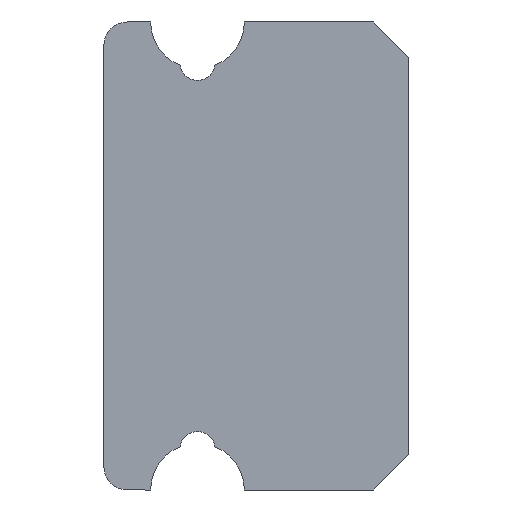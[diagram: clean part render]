
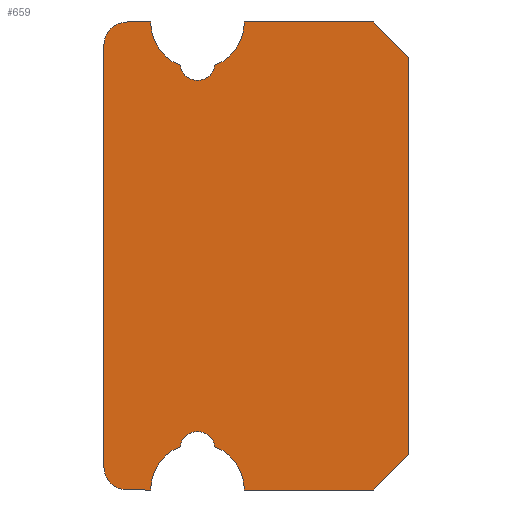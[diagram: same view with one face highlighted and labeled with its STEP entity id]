
A CAD part, left-side view. The second image highlights one B-rep face of the part: STEP entity #659.
In plain terms, the highlighted planar face has unit normal (-1, 0, 0).
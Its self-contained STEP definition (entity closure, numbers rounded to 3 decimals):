
#1 = DIRECTION ( 'NONE',  ( 0., 0., -1. ) ) ;
#8 = DIRECTION ( 'NONE',  ( 0., 0.707, -0.707 ) ) ;
#9 = CARTESIAN_POINT ( 'NONE',  ( -30., 0., -1.7 ) ) ;
#10 = CARTESIAN_POINT ( 'NONE',  ( -30., 0., -1.7 ) ) ;
#11 = DIRECTION ( 'NONE',  ( 0., 0., 1. ) ) ;
#12 = DIRECTION ( 'NONE',  ( 1., 0., 0. ) ) ;
#18 = CARTESIAN_POINT ( 'NONE',  ( -30., 1.8, -1.65 ) ) ;
#21 = DIRECTION ( 'NONE',  ( 0., 0., -1. ) ) ;
#22 = DIRECTION ( 'NONE',  ( 1., 0., 0. ) ) ;
#30 = CARTESIAN_POINT ( 'NONE',  ( -30., 2.4, -1.8 ) ) ;
#42 = DIRECTION ( 'NONE',  ( -1., 0., 0. ) ) ;
#43 = DIRECTION ( 'NONE',  ( 0., 0., -1. ) ) ;
#73 = CARTESIAN_POINT ( 'NONE',  ( -30., 1.8, 2. ) ) ;
#98 = DIRECTION ( 'NONE',  ( 0., 1., 0. ) ) ;
#99 = CARTESIAN_POINT ( 'NONE',  ( -30., 0.3, -2. ) ) ;
#106 = CARTESIAN_POINT ( 'NONE',  ( -30., 0.3, -2. ) ) ;
#121 = DIRECTION ( 'NONE',  ( 0., 0., 1. ) ) ;
#122 = DIRECTION ( 'NONE',  ( 1., 0., 0. ) ) ;
#124 = CARTESIAN_POINT ( 'NONE',  ( -30., 1.8, 1.65 ) ) ;
#130 = DIRECTION ( 'NONE',  ( 0., 0., 1. ) ) ;
#133 = CARTESIAN_POINT ( 'NONE',  ( -30., 2.6, -2. ) ) ;
#139 = DIRECTION ( 'NONE',  ( 0., 0., -1. ) ) ;
#146 = CARTESIAN_POINT ( 'NONE',  ( -30., 2.4, -2. ) ) ;
#148 = VERTEX_POINT ( 'NONE', #150 ) ;
#150 = CARTESIAN_POINT ( 'NONE',  ( -30., 0., -1.7 ) ) ;
#151 = CARTESIAN_POINT ( 'NONE',  ( -30., 0.3, 2. ) ) ;
#152 = VERTEX_POINT ( 'NONE', #146 ) ;
#154 = VERTEX_POINT ( 'NONE', #151 ) ;
#155 = VERTEX_POINT ( 'NONE', #221 ) ;
#163 = VERTEX_POINT ( 'NONE', #227 ) ;
#171 = VERTEX_POINT ( 'NONE', #236 ) ;
#172 = VERTEX_POINT ( 'NONE', #235 ) ;
#181 = VERTEX_POINT ( 'NONE', #246 ) ;
#183 = VERTEX_POINT ( 'NONE', #244 ) ;
#188 = VERTEX_POINT ( 'NONE', #249 ) ;
#198 = VERTEX_POINT ( 'NONE', #259 ) ;
#199 = VERTEX_POINT ( 'NONE', #266 ) ;
#202 = VERTEX_POINT ( 'NONE', #269 ) ;
#204 = VERTEX_POINT ( 'NONE', #267 ) ;
#210 = VERTEX_POINT ( 'NONE', #279 ) ;
#215 = VERTEX_POINT ( 'NONE', #282 ) ;
#216 = VERTEX_POINT ( 'NONE', #281 ) ;
#221 = CARTESIAN_POINT ( 'NONE',  ( -30., 1.4, 2. ) ) ;
#227 = CARTESIAN_POINT ( 'NONE',  ( -30., 0., 1.7 ) ) ;
#235 = CARTESIAN_POINT ( 'NONE',  ( -30., 2.6, -1.8 ) ) ;
#236 = CARTESIAN_POINT ( 'NONE',  ( -30., 1.8, 1.5 ) ) ;
#244 = CARTESIAN_POINT ( 'NONE',  ( -30., 1.4, -2. ) ) ;
#246 = CARTESIAN_POINT ( 'NONE',  ( -30., 0.3, -2. ) ) ;
#249 = CARTESIAN_POINT ( 'NONE',  ( -30., 1.948, -1.629 ) ) ;
#259 = CARTESIAN_POINT ( 'NONE',  ( -30., 1.652, -1.629 ) ) ;
#266 = CARTESIAN_POINT ( 'NONE',  ( -30., 2.4, 2. ) ) ;
#267 = CARTESIAN_POINT ( 'NONE',  ( -30., 1.948, 1.629 ) ) ;
#269 = CARTESIAN_POINT ( 'NONE',  ( -30., 1.652, 1.629 ) ) ;
#279 = CARTESIAN_POINT ( 'NONE',  ( -30., 2.2, 2. ) ) ;
#281 = CARTESIAN_POINT ( 'NONE',  ( -30., 2.6, 1.8 ) ) ;
#282 = CARTESIAN_POINT ( 'NONE',  ( -30., 2.2, -2. ) ) ;
#292 = CARTESIAN_POINT ( 'NONE',  ( -30., 1.8, 2. ) ) ;
#297 = DIRECTION ( 'NONE',  ( 0., 0., 1. ) ) ;
#298 = DIRECTION ( 'NONE',  ( 1., 0., 0. ) ) ;
#376 = CARTESIAN_POINT ( 'NONE',  ( -30., 2.6, 2. ) ) ;
#378 = PLANE ( 'NONE',  #604 ) ;
#381 = DIRECTION ( 'NONE',  ( 1., 0., 0. ) ) ;
#382 = DIRECTION ( 'NONE',  ( 0., 0., -1. ) ) ;
#450 = CARTESIAN_POINT ( 'NONE',  ( -30., 0.3, 2. ) ) ;
#455 = DIRECTION ( 'NONE',  ( 0., -1., 0. ) ) ;
#461 = DIRECTION ( 'NONE',  ( 1., 0., 0. ) ) ;
#462 = CARTESIAN_POINT ( 'NONE',  ( -30., 1.8, -2. ) ) ;
#472 = CARTESIAN_POINT ( 'NONE',  ( -30., 0.3, 2. ) ) ;
#474 = DIRECTION ( 'NONE',  ( 0., -1., 0. ) ) ;
#518 = DIRECTION ( 'NONE',  ( 0., 1., 0. ) ) ;
#526 = CARTESIAN_POINT ( 'NONE',  ( -30., 2.4, 1.8 ) ) ;
#531 = CARTESIAN_POINT ( 'NONE',  ( -30., 1.8, -2. ) ) ;
#539 = DIRECTION ( 'NONE',  ( -1., 0., 0. ) ) ;
#540 = DIRECTION ( 'NONE',  ( 0., 0., -1. ) ) ;
#544 = DIRECTION ( 'NONE',  ( 1., 0., 0. ) ) ;
#545 = DIRECTION ( 'NONE',  ( 0., 0., -1. ) ) ;
#554 = CARTESIAN_POINT ( 'NONE',  ( -30., 0., 1.7 ) ) ;
#555 = DIRECTION ( 'NONE',  ( 0., -0.707, -0.707 ) ) ;
#567 = CARTESIAN_POINT ( 'NONE',  ( -30., 1.8, 1.65 ) ) ;
#581 = DIRECTION ( 'NONE',  ( 1., 0., 0. ) ) ;
#582 = DIRECTION ( 'NONE',  ( 0., 0., 1. ) ) ;
#604 = AXIS2_PLACEMENT_3D ( 'NONE', #376, #381, #382 ) ;
#609 = AXIS2_PLACEMENT_3D ( 'NONE', #292, #298, #297 ) ;
#613 = EDGE_CURVE ( 'NONE', #155, #202, #1050, .T. ) ;
#659 = ADVANCED_FACE ( 'NONE', ( #1149 ), #378, .F. ) ;
#696 = AXIS2_PLACEMENT_3D ( 'NONE', #567, #581, #582 ) ;
#710 = AXIS2_PLACEMENT_3D ( 'NONE', #526, #539, #540 ) ;
#731 = AXIS2_PLACEMENT_3D ( 'NONE', #124, #122, #121 ) ;
#737 = AXIS2_PLACEMENT_3D ( 'NONE', #18, #22, #21 ) ;
#748 = AXIS2_PLACEMENT_3D ( 'NONE', #73, #12, #11 ) ;
#757 = AXIS2_PLACEMENT_3D ( 'NONE', #30, #42, #43 ) ;
#759 = AXIS2_PLACEMENT_3D ( 'NONE', #531, #544, #545 ) ;
#761 = AXIS2_PLACEMENT_3D ( 'NONE', #462, #461, #1 ) ;
#763 = CIRCLE ( 'NONE', #731, 0.15 ) ;
#785 = ORIENTED_EDGE ( 'NONE', *, *, #1351, .F. ) ;
#786 = LINE ( 'NONE', #99, #823 ) ;
#789 = ORIENTED_EDGE ( 'NONE', *, *, #1393, .F. ) ;
#794 = VECTOR ( 'NONE', #518, 1000. ) ;
#795 = ORIENTED_EDGE ( 'NONE', *, *, #1350, .T. ) ;
#800 = LINE ( 'NONE', #450, #1194 ) ;
#806 = LINE ( 'NONE', #106, #794 ) ;
#822 = CIRCLE ( 'NONE', #710, 0.2 ) ;
#823 = VECTOR ( 'NONE', #98, 1000. ) ;
#856 = VECTOR ( 'NONE', #139, 1000. ) ;
#875 = VECTOR ( 'NONE', #555, 1000. ) ;
#881 = ORIENTED_EDGE ( 'NONE', *, *, #1360, .T. ) ;
#883 = ORIENTED_EDGE ( 'NONE', *, *, #1383, .T. ) ;
#912 = LINE ( 'NONE', #472, #1297 ) ;
#914 = CIRCLE ( 'NONE', #761, 0.4 ) ;
#920 = ORIENTED_EDGE ( 'NONE', *, *, #1380, .F. ) ;
#972 = EDGE_LOOP ( 'NONE', ( #920, #1058, #1168, #1215, #881, #1087, #789, #785, #1198, #1145, #1277, #1317, #883, #1235, #795, #1084, #1135 ) ) ;
#982 = CIRCLE ( 'NONE', #696, 0.15 ) ;
#1001 = CIRCLE ( 'NONE', #737, 0.15 ) ;
#1011 = LINE ( 'NONE', #9, #1233 ) ;
#1026 = LINE ( 'NONE', #10, #856 ) ;
#1050 = CIRCLE ( 'NONE', #609, 0.4 ) ;
#1058 = ORIENTED_EDGE ( 'NONE', *, *, #1368, .T. ) ;
#1078 = CIRCLE ( 'NONE', #759, 0.4 ) ;
#1084 = ORIENTED_EDGE ( 'NONE', *, *, #1445, .F. ) ;
#1087 = ORIENTED_EDGE ( 'NONE', *, *, #1346, .T. ) ;
#1135 = ORIENTED_EDGE ( 'NONE', *, *, #1411, .T. ) ;
#1145 = ORIENTED_EDGE ( 'NONE', *, *, #1420, .F. ) ;
#1146 = CIRCLE ( 'NONE', #748, 0.4 ) ;
#1149 = FACE_OUTER_BOUND ( 'NONE', #972, .T. ) ;
#1168 = ORIENTED_EDGE ( 'NONE', *, *, #1403, .F. ) ;
#1194 = VECTOR ( 'NONE', #455, 1000. ) ;
#1198 = ORIENTED_EDGE ( 'NONE', *, *, #1353, .F. ) ;
#1201 = CIRCLE ( 'NONE', #757, 0.2 ) ;
#1215 = ORIENTED_EDGE ( 'NONE', *, *, #1413, .T. ) ;
#1233 = VECTOR ( 'NONE', #8, 1000. ) ;
#1235 = ORIENTED_EDGE ( 'NONE', *, *, #1431, .T. ) ;
#1267 = LINE ( 'NONE', #554, #875 ) ;
#1277 = ORIENTED_EDGE ( 'NONE', *, *, #1343, .F. ) ;
#1286 = VECTOR ( 'NONE', #130, 1000. ) ;
#1287 = LINE ( 'NONE', #133, #1286 ) ;
#1297 = VECTOR ( 'NONE', #474, 1000. ) ;
#1317 = ORIENTED_EDGE ( 'NONE', *, *, #613, .T. ) ;
#1343 = EDGE_CURVE ( 'NONE', #155, #154, #800, .T. ) ;
#1346 = EDGE_CURVE ( 'NONE', #198, #183, #914, .T. ) ;
#1350 = EDGE_CURVE ( 'NONE', #204, #210, #1146, .T. ) ;
#1351 = EDGE_CURVE ( 'NONE', #148, #181, #1011, .T. ) ;
#1353 = EDGE_CURVE ( 'NONE', #163, #148, #1026, .T. ) ;
#1360 = EDGE_CURVE ( 'NONE', #188, #198, #1001, .T. ) ;
#1368 = EDGE_CURVE ( 'NONE', #172, #152, #1201, .T. ) ;
#1380 = EDGE_CURVE ( 'NONE', #172, #216, #1287, .T. ) ;
#1383 = EDGE_CURVE ( 'NONE', #202, #171, #763, .T. ) ;
#1393 = EDGE_CURVE ( 'NONE', #181, #183, #806, .T. ) ;
#1403 = EDGE_CURVE ( 'NONE', #215, #152, #786, .T. ) ;
#1411 = EDGE_CURVE ( 'NONE', #199, #216, #822, .T. ) ;
#1413 = EDGE_CURVE ( 'NONE', #215, #188, #1078, .T. ) ;
#1420 = EDGE_CURVE ( 'NONE', #154, #163, #1267, .T. ) ;
#1431 = EDGE_CURVE ( 'NONE', #171, #204, #982, .T. ) ;
#1445 = EDGE_CURVE ( 'NONE', #199, #210, #912, .T. ) ;
